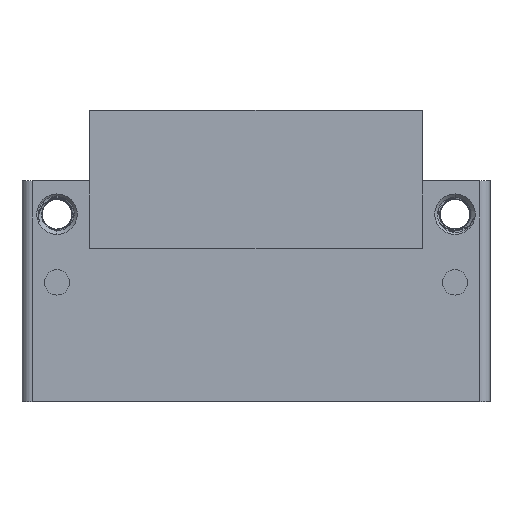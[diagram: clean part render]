
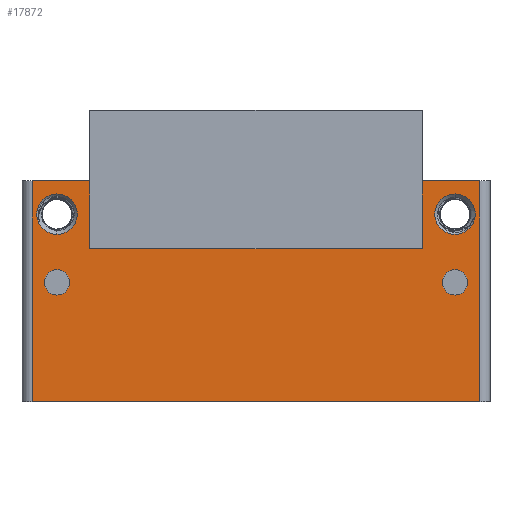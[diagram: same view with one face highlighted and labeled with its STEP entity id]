
A CAD part, top view. The second image highlights one B-rep face of the part: STEP entity #17872.
In plain terms, the highlighted planar face has unit normal (0, 0, 1).
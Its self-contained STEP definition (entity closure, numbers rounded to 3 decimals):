
#2532=DIRECTION('',(0.,-1.,0.));
#2533=VECTOR('',#2532,8.74);
#2534=CARTESIAN_POINT('',(8.86,0.,0.));
#2535=LINE('',#2534,#2533);
#2540=DIRECTION('',(1.,0.,0.));
#2541=VECTOR('',#2540,17.72);
#2542=CARTESIAN_POINT('',(-8.86,-8.74,0.));
#2543=LINE('',#2542,#2541);
#2544=DIRECTION('',(-1.,0.,0.));
#2545=VECTOR('',#2544,13.14);
#2546=CARTESIAN_POINT('',(6.57,-2.68,0.));
#2547=LINE('',#2546,#2545);
#2548=DIRECTION('',(0.,-1.,0.));
#2549=VECTOR('',#2548,2.68);
#2550=CARTESIAN_POINT('',(6.57,0.,0.));
#2551=LINE('',#2550,#2549);
#2552=CARTESIAN_POINT('',(-7.875,-4.02,0.));
#2553=DIRECTION('',(0.,0.,-1.));
#2554=DIRECTION('',(0.,1.,0.));
#2555=AXIS2_PLACEMENT_3D('',#2552,#2553,#2554);
#2557=CARTESIAN_POINT('',(-7.875,-4.02,0.));
#2558=DIRECTION('',(0.,0.,-1.));
#2559=DIRECTION('',(0.,-1.,0.));
#2560=AXIS2_PLACEMENT_3D('',#2557,#2558,#2559);
#2562=CARTESIAN_POINT('',(7.875,-4.02,0.));
#2563=DIRECTION('',(0.,0.,-1.));
#2564=DIRECTION('',(0.,1.,0.));
#2565=AXIS2_PLACEMENT_3D('',#2562,#2563,#2564);
#2567=CARTESIAN_POINT('',(7.875,-4.02,0.));
#2568=DIRECTION('',(0.,0.,-1.));
#2569=DIRECTION('',(0.,-1.,0.));
#2570=AXIS2_PLACEMENT_3D('',#2567,#2568,#2569);
#2572=CARTESIAN_POINT('',(-7.875,-1.32,0.));
#2573=DIRECTION('',(0.,0.,-1.));
#2574=DIRECTION('',(0.,1.,0.));
#2575=AXIS2_PLACEMENT_3D('',#2572,#2573,#2574);
#2577=CARTESIAN_POINT('',(-7.875,-1.32,0.));
#2578=DIRECTION('',(0.,0.,-1.));
#2579=DIRECTION('',(0.,-1.,0.));
#2580=AXIS2_PLACEMENT_3D('',#2577,#2578,#2579);
#2582=CARTESIAN_POINT('',(7.875,-1.32,0.));
#2583=DIRECTION('',(0.,0.,-1.));
#2584=DIRECTION('',(0.,1.,0.));
#2585=AXIS2_PLACEMENT_3D('',#2582,#2583,#2584);
#2587=CARTESIAN_POINT('',(7.875,-1.32,0.));
#2588=DIRECTION('',(0.,0.,-1.));
#2589=DIRECTION('',(0.,-1.,0.));
#2590=AXIS2_PLACEMENT_3D('',#2587,#2588,#2589);
#2596=DIRECTION('',(0.,1.,0.));
#2597=VECTOR('',#2596,8.74);
#2598=CARTESIAN_POINT('',(-8.86,-8.74,0.));
#2599=LINE('',#2598,#2597);
#2649=DIRECTION('',(1.,0.,0.));
#2650=VECTOR('',#2649,2.29);
#2651=CARTESIAN_POINT('',(-8.86,0.,0.));
#2652=LINE('',#2651,#2650);
#2678=DIRECTION('',(1.,0.,0.));
#2679=VECTOR('',#2678,2.29);
#2680=CARTESIAN_POINT('',(6.57,0.,0.));
#2681=LINE('',#2680,#2679);
#2740=DIRECTION('',(0.,-1.,0.));
#2741=VECTOR('',#2740,2.68);
#2742=CARTESIAN_POINT('',(-6.57,0.,0.));
#2743=LINE('',#2742,#2741);
#12078=CARTESIAN_POINT('',(7.875,-2.12,0.));
#12079=CARTESIAN_POINT('',(7.875,-0.52,0.));
#12080=VERTEX_POINT('',#12078);
#12081=VERTEX_POINT('',#12079);
#12116=CARTESIAN_POINT('',(-6.57,-2.68,0.));
#12118=VERTEX_POINT('',#12116);
#12144=CARTESIAN_POINT('',(-6.57,0.,0.));
#12146=VERTEX_POINT('',#12144);
#12176=CARTESIAN_POINT('',(-7.875,-4.52,0.));
#12177=CARTESIAN_POINT('',(-7.875,-3.52,0.));
#12178=VERTEX_POINT('',#12176);
#12179=VERTEX_POINT('',#12177);
#12544=CARTESIAN_POINT('',(7.875,-4.52,0.));
#12545=CARTESIAN_POINT('',(7.875,-3.52,0.));
#12546=VERTEX_POINT('',#12544);
#12547=VERTEX_POINT('',#12545);
#12779=CARTESIAN_POINT('',(6.57,-2.68,0.));
#12781=VERTEX_POINT('',#12779);
#12786=CARTESIAN_POINT('',(-8.86,0.,0.));
#12787=VERTEX_POINT('',#12786);
#13154=CARTESIAN_POINT('',(8.86,0.,0.));
#13156=VERTEX_POINT('',#13154);
#13158=CARTESIAN_POINT('',(6.57,0.,0.));
#13159=VERTEX_POINT('',#13158);
#13286=CARTESIAN_POINT('',(-7.875,-0.52,0.));
#13287=CARTESIAN_POINT('',(-7.875,-2.12,0.));
#13288=VERTEX_POINT('',#13286);
#13289=VERTEX_POINT('',#13287);
#13437=CARTESIAN_POINT('',(8.86,-8.74,0.));
#13438=VERTEX_POINT('',#13437);
#13763=CARTESIAN_POINT('',(-8.86,-8.74,0.));
#13764=VERTEX_POINT('',#13763);
#17827=CARTESIAN_POINT('',(9.26,-8.74,0.));
#17828=DIRECTION('',(0.,0.,-1.));
#17829=DIRECTION('',(0.,-1.,0.));
#17830=AXIS2_PLACEMENT_3D('',#17827,#17828,#17829);
#17831=PLANE('',#17830);
#17832=ORIENTED_EDGE('',*,*,#14295,.F.);
#17834=ORIENTED_EDGE('',*,*,#17833,.T.);
#17836=ORIENTED_EDGE('',*,*,#17835,.T.);
#17838=ORIENTED_EDGE('',*,*,#17837,.T.);
#17840=ORIENTED_EDGE('',*,*,#17839,.F.);
#17842=ORIENTED_EDGE('',*,*,#17841,.F.);
#17844=ORIENTED_EDGE('',*,*,#17843,.T.);
#17845=ORIENTED_EDGE('',*,*,#17819,.T.);
#17846=EDGE_LOOP('',(#17832,#17834,#17836,#17838,#17840,#17842,#17844,#17845));
#17847=FACE_OUTER_BOUND('',#17846,.F.);
#17849=ORIENTED_EDGE('',*,*,#17848,.F.);
#17851=ORIENTED_EDGE('',*,*,#17850,.F.);
#17852=EDGE_LOOP('',(#17849,#17851));
#17853=FACE_BOUND('',#17852,.F.);
#17855=ORIENTED_EDGE('',*,*,#17854,.F.);
#17857=ORIENTED_EDGE('',*,*,#17856,.F.);
#17858=EDGE_LOOP('',(#17855,#17857));
#17859=FACE_BOUND('',#17858,.F.);
#17861=ORIENTED_EDGE('',*,*,#17860,.F.);
#17863=ORIENTED_EDGE('',*,*,#17862,.F.);
#17864=EDGE_LOOP('',(#17861,#17863));
#17865=FACE_BOUND('',#17864,.F.);
#17867=ORIENTED_EDGE('',*,*,#17866,.F.);
#17869=ORIENTED_EDGE('',*,*,#17868,.F.);
#17870=EDGE_LOOP('',(#17867,#17869));
#17871=FACE_BOUND('',#17870,.F.);
#2556=CIRCLE('',#2555,0.5);
#2561=CIRCLE('',#2560,0.5);
#2566=CIRCLE('',#2565,0.5);
#2571=CIRCLE('',#2570,0.5);
#2576=CIRCLE('',#2575,0.8);
#2581=CIRCLE('',#2580,0.8);
#2586=CIRCLE('',#2585,0.8);
#2591=CIRCLE('',#2590,0.8);
#14295=EDGE_CURVE('',#13764,#13438,#2543,.T.);
#17819=EDGE_CURVE('',#13156,#13438,#2535,.T.);
#17833=EDGE_CURVE('',#13764,#12787,#2599,.T.);
#17835=EDGE_CURVE('',#12787,#12146,#2652,.T.);
#17837=EDGE_CURVE('',#12146,#12118,#2743,.T.);
#17839=EDGE_CURVE('',#12781,#12118,#2547,.T.);
#17841=EDGE_CURVE('',#13159,#12781,#2551,.T.);
#17843=EDGE_CURVE('',#13159,#13156,#2681,.T.);
#17848=EDGE_CURVE('',#12179,#12178,#2556,.T.);
#17850=EDGE_CURVE('',#12178,#12179,#2561,.T.);
#17854=EDGE_CURVE('',#12547,#12546,#2566,.T.);
#17856=EDGE_CURVE('',#12546,#12547,#2571,.T.);
#17860=EDGE_CURVE('',#13288,#13289,#2576,.T.);
#17862=EDGE_CURVE('',#13289,#13288,#2581,.T.);
#17866=EDGE_CURVE('',#12081,#12080,#2586,.T.);
#17868=EDGE_CURVE('',#12080,#12081,#2591,.T.);
#17872=ADVANCED_FACE('',(#17847,#17853,#17859,#17865,#17871),#17831,.F.);
